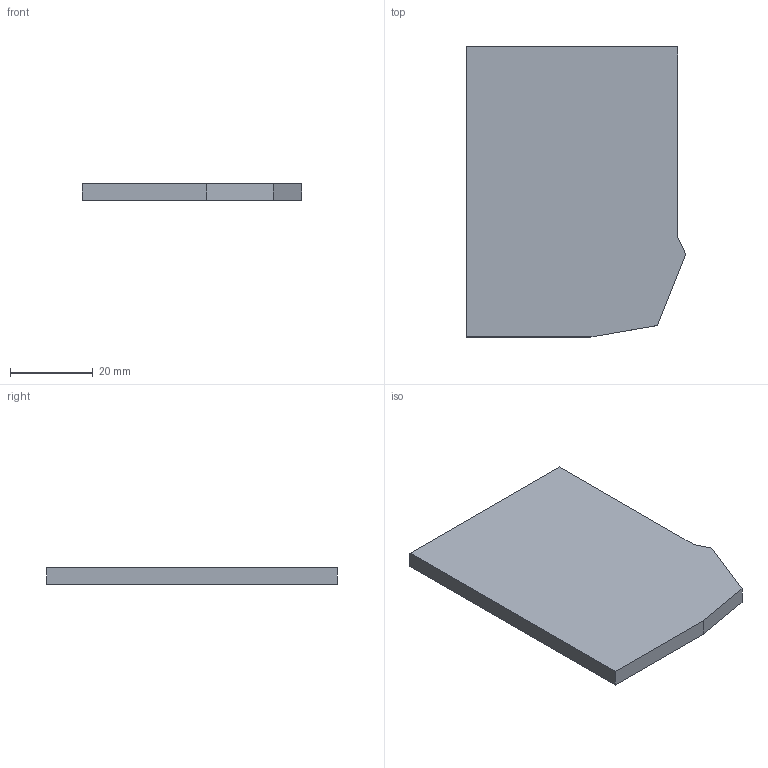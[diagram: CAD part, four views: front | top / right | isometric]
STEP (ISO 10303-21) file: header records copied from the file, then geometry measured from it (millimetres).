
FILE_DESCRIPTION(('FreeCAD Model'),'2;1');
FILE_NAME('Open CASCADE Shape Model','2025-01-17T16:05:22',(''),(''), 'Open CASCADE STEP processor 7.7','FreeCAD','Unknown');
FILE_SCHEMA(('AUTOMOTIVE_DESIGN { 1 0 10303 214 1 1 1 1 }'));
Length unit declared in the file: millimetre
Products named in the file (1): Mid
Bounding box: 53 x 70 x 4 mm (x, y, z)
Volume: 14053.3 mm3; surface area: 7972.1 mm2
Topology: 1 solids, 1 shells, 9 faces, 21 edges, 14 vertices
Faces by surface type: plane 9
Entity records: 277 total; most frequent: CARTESIAN_POINT 45, ORIENTED_EDGE 42, DIRECTION 41, EDGE_CURVE 21, LINE 21, VECTOR 21, VERTEX_POINT 14, AXIS2_PLACEMENT_3D 10
